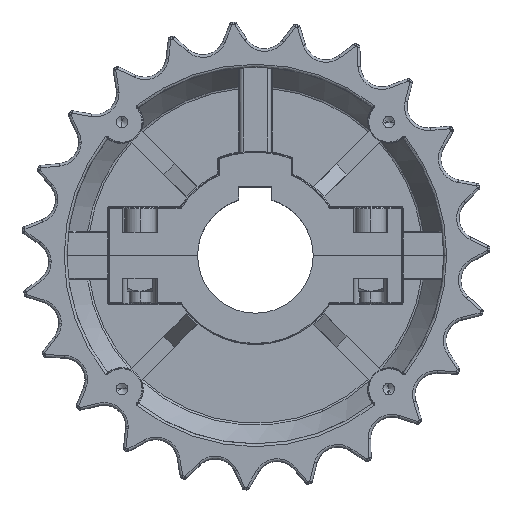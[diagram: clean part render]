
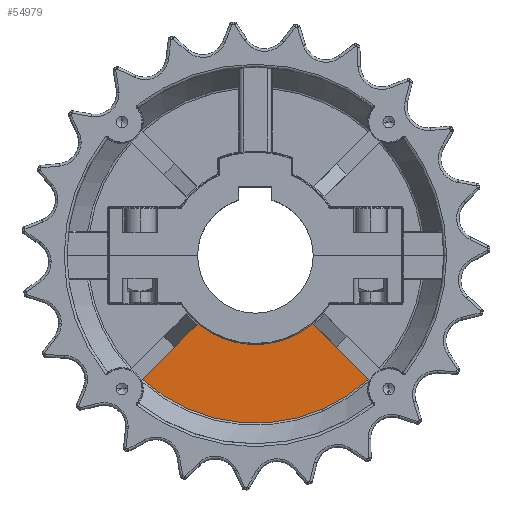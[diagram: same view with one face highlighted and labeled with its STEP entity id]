
A CAD part, top view. The second image highlights one B-rep face of the part: STEP entity #54979.
In plain terms, the highlighted planar face has unit normal (0, 0, 1).
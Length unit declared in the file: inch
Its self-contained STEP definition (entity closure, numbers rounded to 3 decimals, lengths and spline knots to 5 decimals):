
#717 = CARTESIAN_POINT ( 'NONE',  ( 0., 0., 0.135 ) ) ;
#1265 = FACE_OUTER_BOUND ( 'NONE', #63800, .T. ) ;
#1692 = ORIENTED_EDGE ( 'NONE', *, *, #46166, .T. ) ;
#4090 = CARTESIAN_POINT ( 'NONE',  ( -0.68319, -0.81047, 0.135 ) ) ;
#6176 = DIRECTION ( 'NONE',  ( 1., 0., 0. ) ) ;
#6881 = ORIENTED_EDGE ( 'NONE', *, *, #33259, .T. ) ;
#7168 = LINE ( 'NONE', #14878, #50114 ) ;
#11787 = PLANE ( 'NONE',  #12299 ) ;
#12299 = AXIS2_PLACEMENT_3D ( 'NONE', #38013, #59251, #6176 ) ;
#14878 = CARTESIAN_POINT ( 'NONE',  ( 1.0706, 0.94332, 0.135 ) ) ;
#18026 = ORIENTED_EDGE ( 'NONE', *, *, #35133, .T. ) ;
#20681 = AXIS2_PLACEMENT_3D ( 'NONE', #717, #22096, #41949 ) ;
#21076 = DIRECTION ( 'NONE',  ( 0., 0., 1. ) ) ;
#21260 = CARTESIAN_POINT ( 'NONE',  ( -1.0706, 0.94332, 0.135 ) ) ;
#21299 = AXIS2_PLACEMENT_3D ( 'NONE', #62858, #21076, #52769 ) ;
#22096 = DIRECTION ( 'NONE',  ( 0., 0., -1. ) ) ;
#27453 = CARTESIAN_POINT ( 'NONE',  ( 0.68319, -0.81047, 0.135 ) ) ;
#28548 = VERTEX_POINT ( 'NONE', #4090 ) ;
#30661 = CIRCLE ( 'NONE', #20681, 1.06 ) ;
#31357 = LINE ( 'NONE', #21260, #36589 ) ;
#32076 = DIRECTION ( 'NONE',  ( -0.707, 0.707, 0. ) ) ;
#33259 = EDGE_CURVE ( 'NONE', #66774, #57436, #31357, .T. ) ;
#35133 = EDGE_CURVE ( 'NONE', #51068, #66774, #56848, .T. ) ;
#36589 = VECTOR ( 'NONE', #32076, 39.37008 ) ;
#38013 = CARTESIAN_POINT ( 'NONE',  ( 0., 2.01392, 0.135 ) ) ;
#41362 = DIRECTION ( 'NONE',  ( -0.707, -0.707, 0. ) ) ;
#41949 = DIRECTION ( 'NONE',  ( 1., 0., 0. ) ) ;
#46166 = EDGE_CURVE ( 'NONE', #57436, #28548, #30661, .T. ) ;
#50114 = VECTOR ( 'NONE', #41362, 39.37008 ) ;
#51068 = VERTEX_POINT ( 'NONE', #63296 ) ;
#52769 = DIRECTION ( 'NONE',  ( 1., 0., 0. ) ) ;
#54979 = ADVANCED_FACE ( 'NONE', ( #1265 ), #11787, .T. ) ;
#55848 = CARTESIAN_POINT ( 'NONE',  ( 1.3477, -1.47498, 0.135 ) ) ;
#56848 = CIRCLE ( 'NONE', #21299, 1.99797 ) ;
#57436 = VERTEX_POINT ( 'NONE', #27453 ) ;
#59251 = DIRECTION ( 'NONE',  ( 0., 0., 1. ) ) ;
#62858 = CARTESIAN_POINT ( 'NONE',  ( 0., 0., 0.135 ) ) ;
#63296 = CARTESIAN_POINT ( 'NONE',  ( -1.3477, -1.47498, 0.135 ) ) ;
#63800 = EDGE_LOOP ( 'NONE', ( #1692, #67604, #18026, #6881 ) ) ;
#64363 = EDGE_CURVE ( 'NONE', #28548, #51068, #7168, .T. ) ;
#66774 = VERTEX_POINT ( 'NONE', #55848 ) ;
#67604 = ORIENTED_EDGE ( 'NONE', *, *, #64363, .T. ) ;
